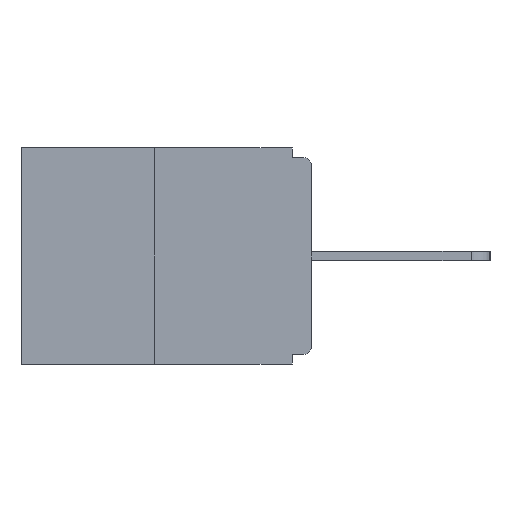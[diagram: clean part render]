
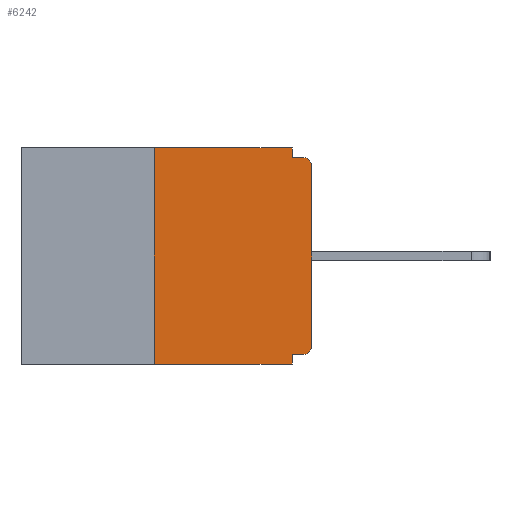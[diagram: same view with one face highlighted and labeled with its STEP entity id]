
A CAD part, left-side view. The second image highlights one B-rep face of the part: STEP entity #6242.
In plain terms, the highlighted planar face has unit normal (-1, 0, 0).
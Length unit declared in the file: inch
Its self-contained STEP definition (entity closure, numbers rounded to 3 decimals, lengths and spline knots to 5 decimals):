
#472 = CARTESIAN_POINT ( 'NONE',  ( 0., 0.015, -0.313 ) ) ;
#1025 = ORIENTED_EDGE ( 'NONE', *, *, #10505, .T. ) ;
#1782 = VECTOR ( 'NONE', #9303, 39.37008 ) ;
#2579 = VERTEX_POINT ( 'NONE', #18639 ) ;
#2646 = VECTOR ( 'NONE', #5440, 39.37008 ) ;
#3743 = EDGE_CURVE ( 'NONE', #6661, #2579, #9839, .T. ) ;
#3852 = LINE ( 'NONE', #9507, #2646 ) ;
#3936 = LINE ( 'NONE', #16053, #14792 ) ;
#4300 = CARTESIAN_POINT ( 'NONE',  ( 0., 0.25, -0.343 ) ) ;
#4652 = AXIS2_PLACEMENT_3D ( 'NONE', #18100, #11916, #15983 ) ;
#5440 = DIRECTION ( 'NONE',  ( 0., 0., -1. ) ) ;
#5490 = CARTESIAN_POINT ( 'NONE',  ( 0., 0., -0.313 ) ) ;
#5547 = EDGE_CURVE ( 'NONE', #20030, #9081, #10248, .T. ) ;
#5558 = EDGE_CURVE ( 'NONE', #18331, #20030, #25685, .T. ) ;
#5777 = DIRECTION ( 'NONE',  ( 0., 0., 1. ) ) ;
#6239 = DIRECTION ( 'NONE',  ( -1., 0., 0. ) ) ;
#6242 = ADVANCED_FACE ( 'NONE', ( #10050 ), #15861, .F. ) ;
#6661 = VERTEX_POINT ( 'NONE', #13736 ) ;
#6739 = VECTOR ( 'NONE', #18421, 39.37008 ) ;
#7081 = CARTESIAN_POINT ( 'NONE',  ( 0., 0.46, -0.343 ) ) ;
#7162 = AXIS2_PLACEMENT_3D ( 'NONE', #472, #8512, #18294 ) ;
#7818 = DIRECTION ( 'NONE',  ( 0., 0., -1. ) ) ;
#7934 = ORIENTED_EDGE ( 'NONE', *, *, #3743, .F. ) ;
#8439 = VECTOR ( 'NONE', #11578, 39.37008 ) ;
#8512 = DIRECTION ( 'NONE',  ( -1., 0., 0. ) ) ;
#9081 = VERTEX_POINT ( 'NONE', #22626 ) ;
#9303 = DIRECTION ( 'NONE',  ( 0., -1., 0. ) ) ;
#9507 = CARTESIAN_POINT ( 'NONE',  ( 0., 0.031, -0.343 ) ) ;
#9775 = LINE ( 'NONE', #16114, #16158 ) ;
#9839 = LINE ( 'NONE', #14081, #10568 ) ;
#10050 = FACE_OUTER_BOUND ( 'NONE', #10428, .T. ) ;
#10248 = LINE ( 'NONE', #18807, #6739 ) ;
#10428 = EDGE_LOOP ( 'NONE', ( #12109, #14365, #1025, #19297, #15606, #14555, #14615, #19093, #18633, #7934 ) ) ;
#10505 = EDGE_CURVE ( 'NONE', #20187, #20915, #19215, .T. ) ;
#10568 = VECTOR ( 'NONE', #19633, 39.37008 ) ;
#11030 = EDGE_CURVE ( 'NONE', #18592, #20915, #3852, .T. ) ;
#11578 = DIRECTION ( 'NONE',  ( 0., -1., 0. ) ) ;
#11833 = EDGE_CURVE ( 'NONE', #2579, #12873, #16100, .T. ) ;
#11916 = DIRECTION ( 'NONE',  ( 1., 0., 0. ) ) ;
#12051 = CARTESIAN_POINT ( 'NONE',  ( 0., 0.015, -0.03 ) ) ;
#12109 = ORIENTED_EDGE ( 'NONE', *, *, #17425, .F. ) ;
#12146 = CARTESIAN_POINT ( 'NONE',  ( 0., 0.031, -0.343 ) ) ;
#12873 = VERTEX_POINT ( 'NONE', #13453 ) ;
#13089 = CIRCLE ( 'NONE', #16450, 0.015 ) ;
#13453 = CARTESIAN_POINT ( 'NONE',  ( 0., 0.015, -0.015 ) ) ;
#13736 = CARTESIAN_POINT ( 'NONE',  ( 0., 0.031, 0. ) ) ;
#13863 = EDGE_CURVE ( 'NONE', #18331, #18592, #9775, .T. ) ;
#14081 = CARTESIAN_POINT ( 'NONE',  ( 0., 0.031, 0. ) ) ;
#14153 = DIRECTION ( 'NONE',  ( 0., 1., 0. ) ) ;
#14348 = VERTEX_POINT ( 'NONE', #24775 ) ;
#14365 = ORIENTED_EDGE ( 'NONE', *, *, #17625, .F. ) ;
#14555 = ORIENTED_EDGE ( 'NONE', *, *, #5558, .T. ) ;
#14615 = ORIENTED_EDGE ( 'NONE', *, *, #5547, .T. ) ;
#14792 = VECTOR ( 'NONE', #5777, 39.37008 ) ;
#15026 = LINE ( 'NONE', #23188, #8439 ) ;
#15606 = ORIENTED_EDGE ( 'NONE', *, *, #13863, .F. ) ;
#15636 = CARTESIAN_POINT ( 'NONE',  ( 0., 0.015, -0.328 ) ) ;
#15861 = PLANE ( 'NONE',  #4652 ) ;
#15983 = DIRECTION ( 'NONE',  ( 0., 0., -1. ) ) ;
#16053 = CARTESIAN_POINT ( 'NONE',  ( 0., 0.25, 0. ) ) ;
#16100 = LINE ( 'NONE', #18464, #24166 ) ;
#16114 = CARTESIAN_POINT ( 'NONE',  ( 0., 0., -0.328 ) ) ;
#16158 = VECTOR ( 'NONE', #14153, 39.37008 ) ;
#16450 = AXIS2_PLACEMENT_3D ( 'NONE', #12051, #6239, #7818 ) ;
#16766 = EDGE_CURVE ( 'NONE', #9081, #12873, #13089, .T. ) ;
#17425 = EDGE_CURVE ( 'NONE', #14348, #6661, #15026, .T. ) ;
#17625 = EDGE_CURVE ( 'NONE', #20187, #14348, #3936, .T. ) ;
#18100 = CARTESIAN_POINT ( 'NONE',  ( 0., 0.46, 0. ) ) ;
#18294 = DIRECTION ( 'NONE',  ( 0., 0., -1. ) ) ;
#18331 = VERTEX_POINT ( 'NONE', #15636 ) ;
#18421 = DIRECTION ( 'NONE',  ( 0., 0., 1. ) ) ;
#18464 = CARTESIAN_POINT ( 'NONE',  ( 0., 0., -0.015 ) ) ;
#18592 = VERTEX_POINT ( 'NONE', #25516 ) ;
#18633 = ORIENTED_EDGE ( 'NONE', *, *, #11833, .F. ) ;
#18639 = CARTESIAN_POINT ( 'NONE',  ( 0., 0.031, -0.015 ) ) ;
#18807 = CARTESIAN_POINT ( 'NONE',  ( 0., 0., 0. ) ) ;
#19093 = ORIENTED_EDGE ( 'NONE', *, *, #16766, .T. ) ;
#19215 = LINE ( 'NONE', #7081, #1782 ) ;
#19297 = ORIENTED_EDGE ( 'NONE', *, *, #11030, .F. ) ;
#19633 = DIRECTION ( 'NONE',  ( 0., 0., -1. ) ) ;
#20030 = VERTEX_POINT ( 'NONE', #5490 ) ;
#20187 = VERTEX_POINT ( 'NONE', #4300 ) ;
#20915 = VERTEX_POINT ( 'NONE', #12146 ) ;
#22023 = DIRECTION ( 'NONE',  ( 0., -1., 0. ) ) ;
#22626 = CARTESIAN_POINT ( 'NONE',  ( 0., 0., -0.03 ) ) ;
#23188 = CARTESIAN_POINT ( 'NONE',  ( 0., 0.46, 0. ) ) ;
#24166 = VECTOR ( 'NONE', #22023, 39.37008 ) ;
#24775 = CARTESIAN_POINT ( 'NONE',  ( 0., 0.25, 0. ) ) ;
#25516 = CARTESIAN_POINT ( 'NONE',  ( 0., 0.031, -0.328 ) ) ;
#25685 = CIRCLE ( 'NONE', #7162, 0.015 ) ;
